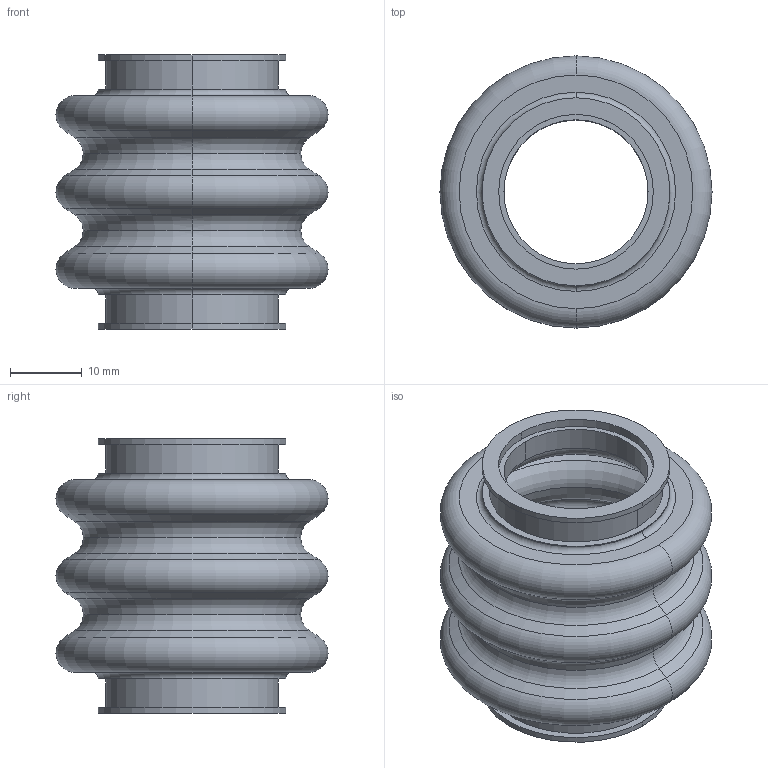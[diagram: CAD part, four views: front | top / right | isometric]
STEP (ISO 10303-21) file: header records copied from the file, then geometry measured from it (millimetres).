
FILE_DESCRIPTION (( 'STEP AP214' ), '1' );
FILE_NAME ('1000 BOOT-EPDM.STEP', '2018-06-12T20:28:12', ( 'rick' ), ( 'Hewlett-Packard Company' ), 'SwSTEP 2.0', 'SolidWorks 2017', '' );
FILE_SCHEMA (( 'AUTOMOTIVE_DESIGN' ));
Length unit declared in the file: inch
Products named in the file (1): 1000 BOOT-EPDM
Bounding box: 37.8 x 37.8 x 38.1 mm (x, y, z)
Volume: 7172.6 mm3; surface area: 11067.1 mm2
Topology: 1 solids, 1 shells, 90 faces, 180 edges, 104 vertices
Faces by surface type: torus 40, cylinder 20, cone 16, plane 14
Entity records: 3578 total; most frequent: DIRECTION 506, CARTESIAN_POINT 375, ORIENTED_EDGE 360, AXIS2_PLACEMENT_3D 235, EDGE_CURVE 180, CIRCLE 144, EDGE_LOOP 104, VERTEX_POINT 104
